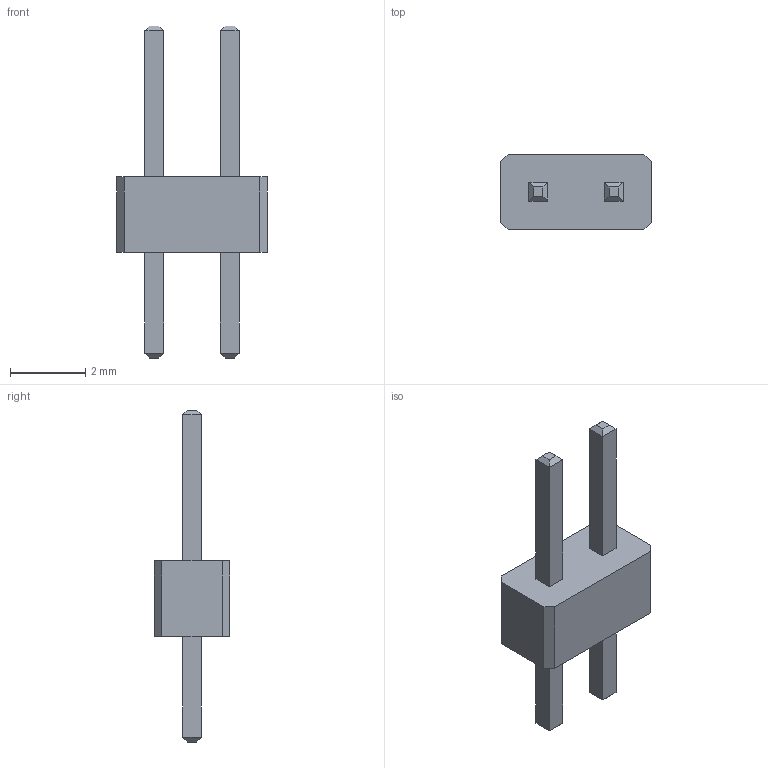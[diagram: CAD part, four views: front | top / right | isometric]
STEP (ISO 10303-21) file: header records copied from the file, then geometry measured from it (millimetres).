
FILE_DESCRIPTION(/* description */ ('model of Pin_Header_Straight_2x01_Pitch2.00mm'),/* implementation_level */ '2;1');
FILE_NAME(/* name */ 'Pin_Header_Straight_2x01_Pitch2.00mm.step',/* time_stamp */ '2017-06-29T09:30:26',/* author */ ('kicad StepUp','ksu'),/* organization */ ('FreeCAD'),/* preprocessor_version */ 'OCC',/* originating_system */ 'kicad StepUp',/* authorisation */ '');
FILE_SCHEMA(('AUTOMOTIVE_DESIGN_CC2 { 1 2 10303 214 -1 1 5 4 }'));
Length unit declared in the file: millimetre
Products named in the file (1): Pin_Header_Straight_2x01_Pitch200mm
Bounding box: 4 x 2 x 8.8 mm (x, y, z)
Volume: 19.2 mm3; surface area: 65.4 mm2
Topology: 1 solids, 1 shells, 46 faces, 104 edges, 64 vertices
Faces by surface type: plane 46
Entity records: 1575 total; most frequent: CARTESIAN_POINT 215, ORIENTED_EDGE 208, DIRECTION 198, EDGE_CURVE 104, LINE 104, VECTOR 104, VERTEX_POINT 64, FACE_BOUND 50
